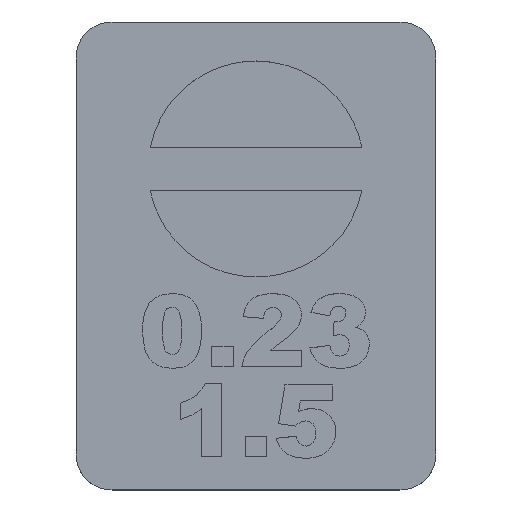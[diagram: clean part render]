
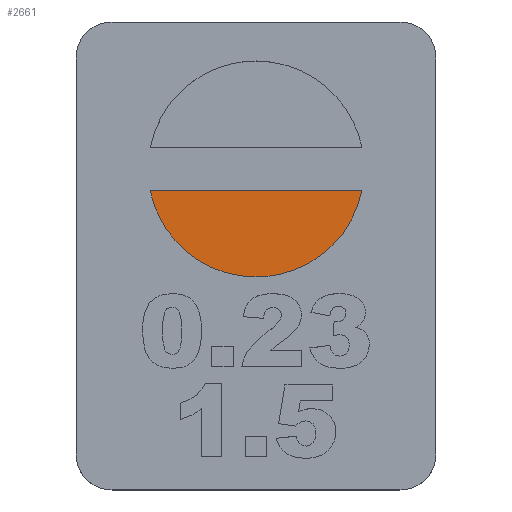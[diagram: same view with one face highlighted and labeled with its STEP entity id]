
A CAD part, top view. The second image highlights one B-rep face of the part: STEP entity #2661.
In plain terms, the highlighted planar face has unit normal (0, 0, 1).
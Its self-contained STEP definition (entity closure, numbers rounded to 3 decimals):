
#27=(
BOUNDED_CURVE()
B_SPLINE_CURVE(3,(#5400,#5401,#5402,#5403),.UNSPECIFIED.,.F.,.F.)
B_SPLINE_CURVE_WITH_KNOTS((4,4),(-1.,0.),.UNSPECIFIED.)
CURVE()
GEOMETRIC_REPRESENTATION_ITEM()
RATIONAL_B_SPLINE_CURVE((1.,1.,1.,1.))
REPRESENTATION_ITEM('')
);
#28=(
BOUNDED_CURVE()
B_SPLINE_CURVE(3,(#5415,#5416,#5417,#5418),.UNSPECIFIED.,.F.,.F.)
B_SPLINE_CURVE_WITH_KNOTS((4,4),(-1.,0.),.UNSPECIFIED.)
CURVE()
GEOMETRIC_REPRESENTATION_ITEM()
RATIONAL_B_SPLINE_CURVE((1.,1.,1.,1.))
REPRESENTATION_ITEM('')
);
#85=PLANE('',#2730);
#224=FACE_OUTER_BOUND('',#379,.T.);
#379=EDGE_LOOP('',(#2372,#2373,#2374));
#576=LINE('',#5420,#775);
#775=VECTOR('',#3011,10.);
#1228=VERTEX_POINT('',#5397);
#1229=VERTEX_POINT('',#5399);
#1230=VERTEX_POINT('',#5413);
#1614=EDGE_CURVE('',#1228,#1229,#27,.T.);
#1617=EDGE_CURVE('',#1230,#1228,#28,.T.);
#1618=EDGE_CURVE('',#1229,#1230,#576,.T.);
#2372=ORIENTED_EDGE('',*,*,#1618,.F.);
#2373=ORIENTED_EDGE('',*,*,#1614,.F.);
#2374=ORIENTED_EDGE('',*,*,#1617,.F.);
#2661=ADVANCED_FACE('',(#224),#85,.T.);
#2730=AXIS2_PLACEMENT_3D('',#5421,#3012,#3013);
#3011=DIRECTION('',(1.,0.,0.));
#3012=DIRECTION('center_axis',(0.,0.,1.));
#3013=DIRECTION('ref_axis',(-1.,0.,0.));
#5397=CARTESIAN_POINT('',(10.002,-160.,-0.6));
#5399=CARTESIAN_POINT('',(4.124,-155.205,-0.6));
#5400=CARTESIAN_POINT('Ctrl Pts',(10.002,-160.,-0.6));
#5401=CARTESIAN_POINT('Ctrl Pts',(7.102,-160.,-0.6));
#5402=CARTESIAN_POINT('Ctrl Pts',(4.682,-157.941,-0.6));
#5403=CARTESIAN_POINT('Ctrl Pts',(4.124,-155.205,-0.6));
#5413=CARTESIAN_POINT('',(15.881,-155.205,-0.6));
#5415=CARTESIAN_POINT('Ctrl Pts',(15.881,-155.205,-0.6));
#5416=CARTESIAN_POINT('Ctrl Pts',(15.324,-157.941,-0.6));
#5417=CARTESIAN_POINT('Ctrl Pts',(12.904,-160.,-0.6));
#5418=CARTESIAN_POINT('Ctrl Pts',(10.002,-160.,-0.6));
#5420=CARTESIAN_POINT('',(15.881,-155.205,-0.6));
#5421=CARTESIAN_POINT('Origin',(10.002,-157.602,-0.6));
